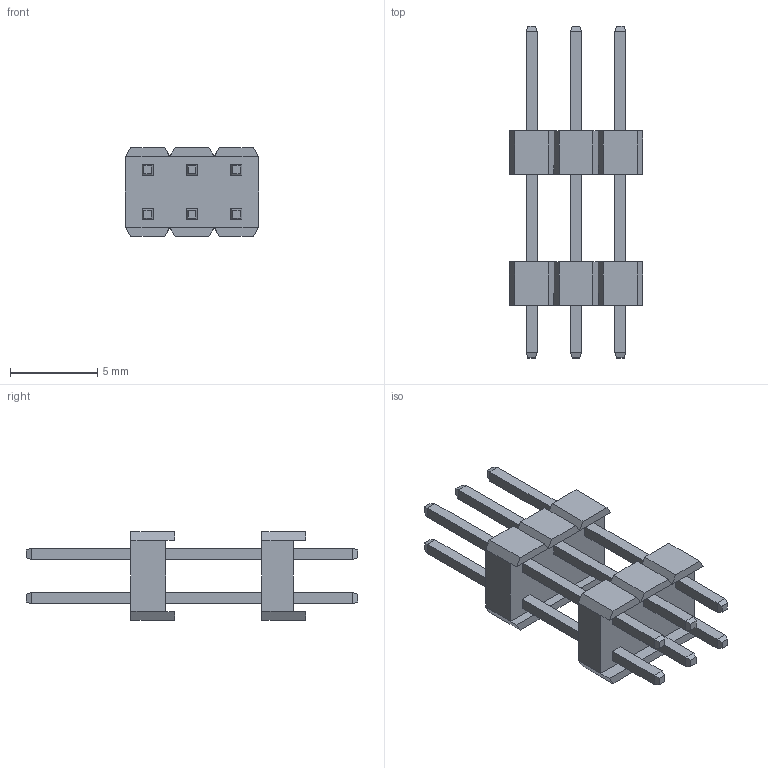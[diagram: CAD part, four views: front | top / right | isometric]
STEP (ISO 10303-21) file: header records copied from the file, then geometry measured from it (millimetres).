
FILE_DESCRIPTION((''),'2;1');
FILE_NAME('FPH25453-D04S1014072526B','2023-10-20T',('工程三'),(''),'PRO/ENGINEER BY PARAMETRIC TECHNOLOGY CORPORATION, 2010280','PRO/ENGINEER BY PARAMETRIC TECHNOLOGY CORPORATION, 2010280','');
FILE_SCHEMA(('CONFIG_CONTROL_DESIGN'));
Length unit declared in the file: millimetre
Products named in the file (1): FPH25453-D04S1014072526B
Bounding box: 7.62 x 19 x 5.08 mm (x, y, z)
Volume: 188.5 mm3; surface area: 518.8 mm2
Topology: 1 solids, 1 shells, 200 faces, 504 edges, 320 vertices
Faces by surface type: plane 200
Entity records: 5862 total; most frequent: CARTESIAN_POINT 1024, ORIENTED_EDGE 1008, DIRECTION 904, VECTOR 504, LINE 504, EDGE_CURVE 504, VERTEX_POINT 320, EDGE_LOOP 224
